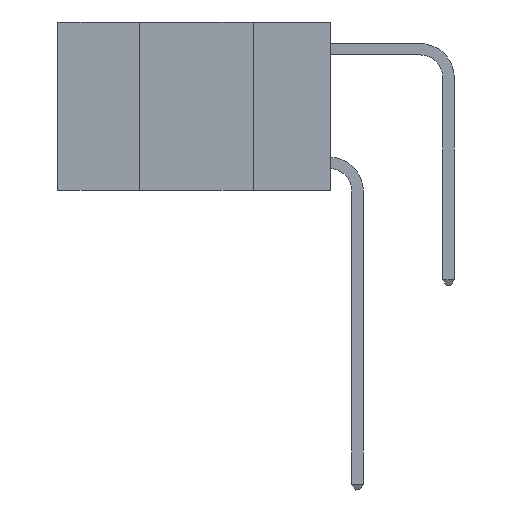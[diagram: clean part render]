
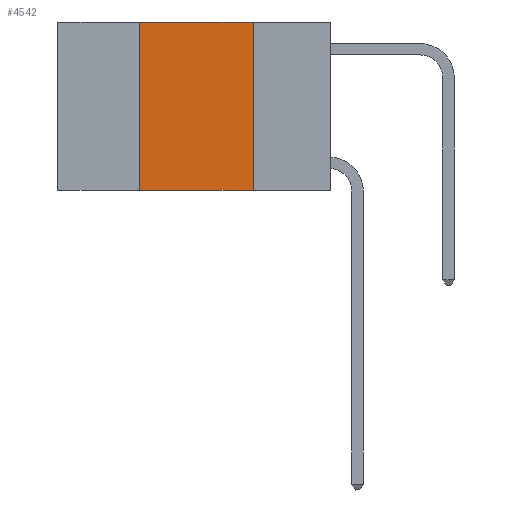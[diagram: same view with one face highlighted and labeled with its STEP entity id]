
A CAD part, left-side view. The second image highlights one B-rep face of the part: STEP entity #4542.
In plain terms, the highlighted planar face has unit normal (-1, 0, 0).
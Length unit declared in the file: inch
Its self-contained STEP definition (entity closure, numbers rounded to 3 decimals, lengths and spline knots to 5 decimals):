
#672 = AXIS2_PLACEMENT_3D ( 'NONE', #25895, #12346, #28116 ) ;
#1178 = VECTOR ( 'NONE', #13718, 39.37008 ) ;
#1650 = LINE ( 'NONE', #20539, #13101 ) ;
#1820 = VERTEX_POINT ( 'NONE', #19584 ) ;
#3154 = PLANE ( 'NONE',  #672 ) ;
#3450 = DIRECTION ( 'NONE',  ( 0., -1., 0. ) ) ;
#3850 = ORIENTED_EDGE ( 'NONE', *, *, #10658, .F. ) ;
#4542 = ADVANCED_FACE ( 'NONE', ( #5251 ), #3154, .F. ) ;
#5251 = FACE_OUTER_BOUND ( 'NONE', #24722, .T. ) ;
#9222 = DIRECTION ( 'NONE',  ( 0., 0., -1. ) ) ;
#9702 = VERTEX_POINT ( 'NONE', #22518 ) ;
#10623 = LINE ( 'NONE', #23911, #16681 ) ;
#10658 = EDGE_CURVE ( 'NONE', #27565, #1820, #29103, .T. ) ;
#11031 = CARTESIAN_POINT ( 'NONE',  ( 0., 0.42, -0.37 ) ) ;
#11123 = VECTOR ( 'NONE', #24391, 39.37008 ) ;
#11862 = EDGE_CURVE ( 'NONE', #1820, #13782, #10623, .T. ) ;
#12346 = DIRECTION ( 'NONE',  ( 1., 0., 0. ) ) ;
#13101 = VECTOR ( 'NONE', #9222, 39.37008 ) ;
#13718 = DIRECTION ( 'NONE',  ( 0., -1., 0. ) ) ;
#13782 = VERTEX_POINT ( 'NONE', #21806 ) ;
#14023 = EDGE_CURVE ( 'NONE', #27565, #9702, #19366, .T. ) ;
#16681 = VECTOR ( 'NONE', #3450, 39.37008 ) ;
#18929 = ORIENTED_EDGE ( 'NONE', *, *, #11862, .F. ) ;
#19366 = LINE ( 'NONE', #20341, #1178 ) ;
#19584 = CARTESIAN_POINT ( 'NONE',  ( 0., 0.42, 0. ) ) ;
#20341 = CARTESIAN_POINT ( 'NONE',  ( 0., 0.6, -0.37 ) ) ;
#20539 = CARTESIAN_POINT ( 'NONE',  ( 0., 0.17, 0. ) ) ;
#21806 = CARTESIAN_POINT ( 'NONE',  ( 0., 0.17, 0. ) ) ;
#22518 = CARTESIAN_POINT ( 'NONE',  ( 0., 0.17, -0.37 ) ) ;
#23911 = CARTESIAN_POINT ( 'NONE',  ( 0., 0.6, 0. ) ) ;
#24391 = DIRECTION ( 'NONE',  ( 0., 0., 1. ) ) ;
#24722 = EDGE_LOOP ( 'NONE', ( #28397, #18929, #3850, #27258 ) ) ;
#25698 = EDGE_CURVE ( 'NONE', #13782, #9702, #1650, .T. ) ;
#25895 = CARTESIAN_POINT ( 'NONE',  ( 0., 0.6, 0. ) ) ;
#27258 = ORIENTED_EDGE ( 'NONE', *, *, #14023, .T. ) ;
#27565 = VERTEX_POINT ( 'NONE', #11031 ) ;
#28116 = DIRECTION ( 'NONE',  ( 0., 0., -1. ) ) ;
#28397 = ORIENTED_EDGE ( 'NONE', *, *, #25698, .F. ) ;
#28855 = CARTESIAN_POINT ( 'NONE',  ( 0., 0.42, 0. ) ) ;
#29103 = LINE ( 'NONE', #28855, #11123 ) ;
